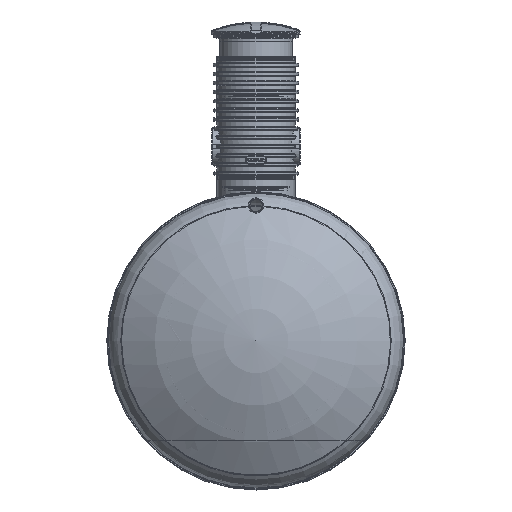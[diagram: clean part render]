
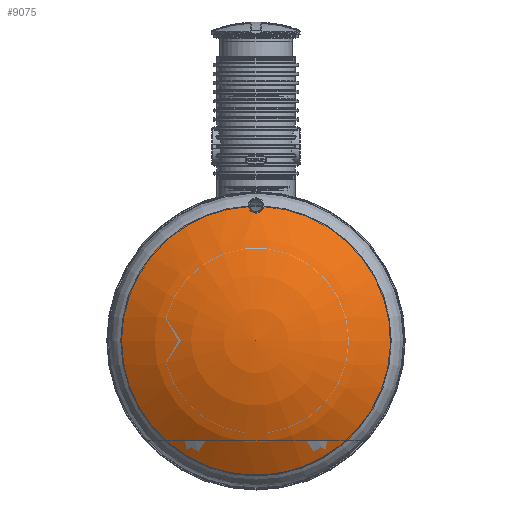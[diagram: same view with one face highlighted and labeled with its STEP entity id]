
A CAD part, front view. The second image highlights one B-rep face of the part: STEP entity #9075.
In plain terms, the highlighted toroidal (fillet/blend) face has major radius 3.957 mm and minor radius 2000 mm.
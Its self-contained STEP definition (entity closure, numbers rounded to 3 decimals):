
#18=DEGENERATE_TOROIDAL_SURFACE('',#10302,3.957,2000.,.F.);
#22=VERTEX_LOOP('',#6074);
#1568=B_SPLINE_CURVE_WITH_KNOTS('',3,(#21562,#21563,#21564,#21565,#21566,
#21567,#21568,#21569,#21570,#21571,#21572,#21573,#21574,#21575,#21576,#21577,
#21578,#21579,#21580,#21581,#21582,#21583,#21584,#21585,#21586,#21587,#21588,
#21589,#21590),.UNSPECIFIED.,.F.,.F.,(4,1,1,1,1,1,1,1,1,1,1,1,1,1,1,1,1,
1,1,1,1,1,1,1,1,1,4),(0.,0.012,0.023,
0.029,0.035,0.046,0.052,
0.058,0.064,0.07,0.075,
0.081,0.087,0.093,0.099,
0.104,0.116,0.122,0.127,
0.133,0.139,0.151,0.156,
0.162,0.168,0.174,0.185),
 .UNSPECIFIED.);
#3961=ORIENTED_EDGE('',*,*,#5193,.F.);
#3962=ORIENTED_EDGE('',*,*,#5194,.T.);
#5193=EDGE_CURVE('',#6072,#6073,#6611,.T.);
#5194=EDGE_CURVE('',#6072,#6073,#1568,.T.);
#6072=VERTEX_POINT('',#21560);
#6073=VERTEX_POINT('',#21561);
#6074=VERTEX_POINT('',#21591);
#6611=CIRCLE('',#10303,1151.714);
#7445=EDGE_LOOP('',(#3961,#3962));
#8298=FACE_BOUND('',#7445,.T.);
#8299=FACE_BOUND('',#22,.T.);
#9075=ADVANCED_FACE('',(#8298,#8299),#18,.F.);
#10302=AXIS2_PLACEMENT_3D('',#21558,#12801,#12802);
#10303=AXIS2_PLACEMENT_3D('',#21559,#12803,#12804);
#12801=DIRECTION('',(0.,0.,-1.));
#12802=DIRECTION('',(-1.,0.,0.));
#12803=DIRECTION('',(0.,0.,-1.));
#12804=DIRECTION('',(-1.,0.,0.));
#21558=CARTESIAN_POINT('',(0.,0.,-1552.241));
#21559=CARTESIAN_POINT('',(0.,0.,80.066));
#21560=CARTESIAN_POINT('',(54.96,1150.402,80.066));
#21561=CARTESIAN_POINT('',(-54.96,1150.402,80.066));
#21562=CARTESIAN_POINT('',(54.96,1150.402,80.066));
#21563=CARTESIAN_POINT('',(54.838,1147.203,82.332));
#21564=CARTESIAN_POINT('',(54.04,1140.891,86.795));
#21565=CARTESIAN_POINT('',(51.697,1133.234,92.187));
#21566=CARTESIAN_POINT('',(48.933,1127.223,96.408));
#21567=CARTESIAN_POINT('',(45.602,1121.438,100.462));
#21568=CARTESIAN_POINT('',(41.469,1116.075,104.21));
#21569=CARTESIAN_POINT('',(36.384,1111.138,107.653));
#21570=CARTESIAN_POINT('',(32.19,1107.796,109.98));
#21571=CARTESIAN_POINT('',(27.626,1104.834,112.04));
#21572=CARTESIAN_POINT('',(22.613,1102.256,113.83));
#21573=CARTESIAN_POINT('',(17.325,1100.198,115.258));
#21574=CARTESIAN_POINT('',(11.832,1098.685,116.307));
#21575=CARTESIAN_POINT('',(6.06,1097.729,116.97));
#21576=CARTESIAN_POINT('',(0.179,1097.397,117.199));
#21577=CARTESIAN_POINT('',(-5.62,1097.683,117.001));
#21578=CARTESIAN_POINT('',(-13.383,1098.903,116.156));
#21579=CARTESIAN_POINT('',(-20.637,1101.274,114.512));
#21580=CARTESIAN_POINT('',(-27.361,1104.68,112.147));
#21581=CARTESIAN_POINT('',(-31.962,1107.632,110.094));
#21582=CARTESIAN_POINT('',(-36.199,1110.975,107.766));
#21583=CARTESIAN_POINT('',(-41.302,1115.887,104.342));
#21584=CARTESIAN_POINT('',(-45.491,1121.267,100.582));
#21585=CARTESIAN_POINT('',(-48.867,1127.096,96.497));
#21586=CARTESIAN_POINT('',(-50.938,1131.565,93.359));
#21587=CARTESIAN_POINT('',(-52.587,1136.144,90.138));
#21588=CARTESIAN_POINT('',(-54.234,1142.402,85.727));
#21589=CARTESIAN_POINT('',(-54.838,1147.197,82.337));
#21590=CARTESIAN_POINT('',(-54.96,1150.402,80.066));
#21591=CARTESIAN_POINT('',(0.,0.,447.755));
